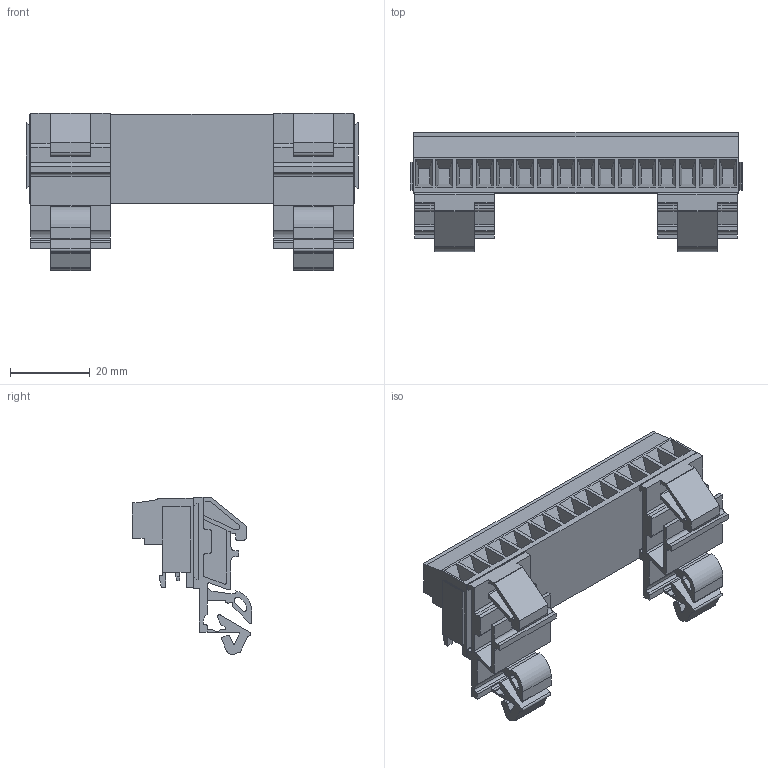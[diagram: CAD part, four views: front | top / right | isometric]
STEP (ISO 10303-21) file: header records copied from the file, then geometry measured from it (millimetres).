
FILE_DESCRIPTION(('CATIA V5 STEP Exchange','CAx-IF Rec.Pracs.--- Model Styling and Organization---1.2---2011-12-15'),'2;1');
FILE_NAME ('D1457437_0_1846100000_1846100000.stp','2018-11-24T06:58:35+00:00',('none'),('Weidmueller'),'CATIA Version 5-6 Release 2014','CATIA V5 STEP AP214','none');
FILE_SCHEMA(('AUTOMOTIVE_DESIGN { 1 0 10303 214 1 1 1 1 }'));
Length unit declared in the file: millimetre
Products named in the file (1): 1846100000
Bounding box: 83.28 x 29.95 x 39.4 mm (x, y, z)
Volume: 21054.1 mm3; surface area: 17790.9 mm2
Topology: 17 solids, 17 shells, 796 faces, 2214 edges, 1454 vertices
Faces by surface type: plane 628, cylinder 168
Entity records: 22867 total; most frequent: ORIENTED_EDGE 4428, CARTESIAN_POINT 4152, DIRECTION 2928, EDGE_CURVE 2214, VECTOR 1748, LINE 1748, VERTEX_POINT 1454, EDGE_LOOP 834
